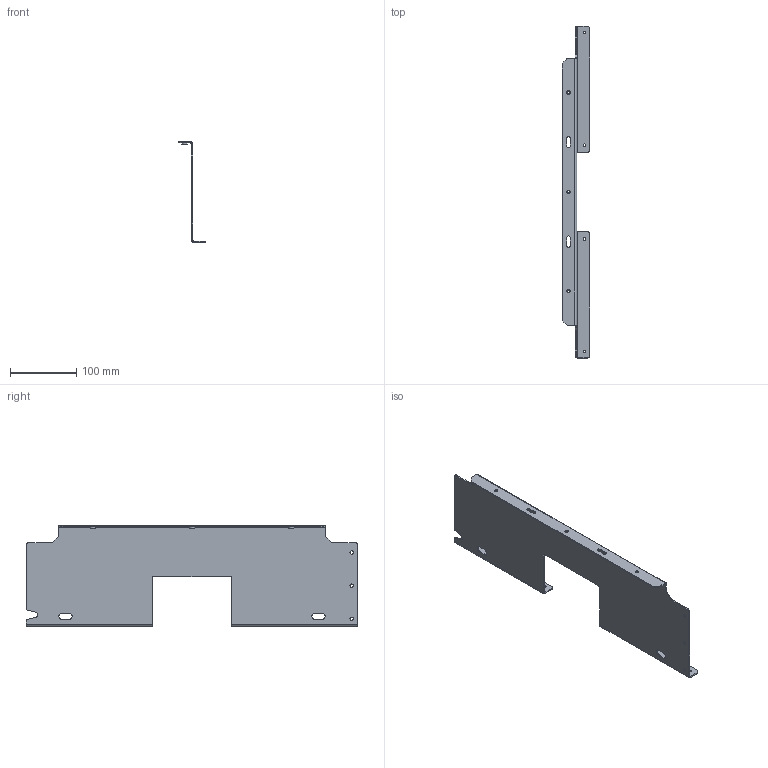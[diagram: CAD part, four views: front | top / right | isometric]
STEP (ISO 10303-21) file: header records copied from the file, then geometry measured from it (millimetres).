
FILE_DESCRIPTION (( 'STEP AP214' ), '1' );
FILE_NAME ('TRANSVERSE-QTY10.STEP', '2020-01-30T19:39:05', ( '' ), ( '' ), 'SwSTEP 2.0', 'SolidWorks 2019', '' );
FILE_SCHEMA (( 'AUTOMOTIVE_DESIGN' ));
Length unit declared in the file: inch
Products named in the file (3): JAN31_M4Insert2; JAN31_UpPanel; TRANSVERSE-QTY10
Assembly tree (4 placements, depth 2):
  TRANSVERSE-QTY10
    JAN31_UpPanel
    JAN31_M4Insert2  x3
Bounding box: 42 x 501 x 152 mm (x, y, z)
Volume: 157999.1 mm3; surface area: 161828.6 mm2
Topology: 4 solids, 4 shells, 153 faces, 399 edges, 260 vertices
Faces by surface type: cylinder 82, plane 47, cone 24
Entity records: 3961 total; most frequent: DIRECTION 697, CARTESIAN_POINT 643, ORIENTED_EDGE 630, EDGE_CURVE 315, AXIS2_PLACEMENT_3D 262, VERTEX_POINT 208, VECTOR 173, LINE 173
